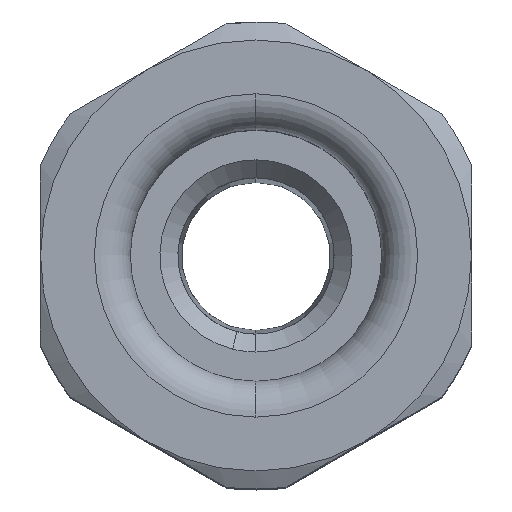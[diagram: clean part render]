
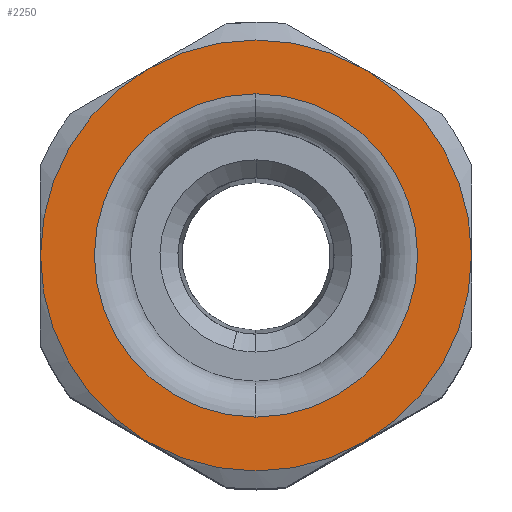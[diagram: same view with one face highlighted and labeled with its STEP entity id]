
A CAD part, top view. The second image highlights one B-rep face of the part: STEP entity #2250.
In plain terms, the highlighted planar face has unit normal (0, 0, 1).
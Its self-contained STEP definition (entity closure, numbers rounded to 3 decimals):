
#2044=AXIS2_PLACEMENT_3D('Circle Axis2P3D',#2042,#2043,$) ;
#2057=AXIS2_PLACEMENT_3D('Circle Axis2P3D',#2055,#2056,$) ;
#2080=AXIS2_PLACEMENT_3D('Circle Axis2P3D',#2078,#2079,$) ;
#2093=AXIS2_PLACEMENT_3D('Circle Axis2P3D',#2091,#2092,$) ;
#2105=AXIS2_PLACEMENT_3D('Circle Axis2P3D',#2103,#2104,$) ;
#2117=AXIS2_PLACEMENT_3D('Circle Axis2P3D',#2115,#2116,$) ;
#2130=AXIS2_PLACEMENT_3D('Circle Axis2P3D',#2128,#2129,$) ;
#2148=AXIS2_PLACEMENT_3D('Circle Axis2P3D',#2146,#2147,$) ;
#2220=AXIS2_PLACEMENT_3D('Plane Axis2P3D',#2217,#2218,#2219) ;
#2234=AXIS2_PLACEMENT_3D('Circle Axis2P3D',#2232,#2233,$) ;
#2243=AXIS2_PLACEMENT_3D('Circle Axis2P3D',#2241,#2242,$) ;
#1579=CARTESIAN_POINT('Vertex',(6.,2.608,53.75)) ;
#1637=CARTESIAN_POINT('Vertex',(18.,2.608,53.75)) ;
#1724=CARTESIAN_POINT('Vertex',(0.,13.,53.75)) ;
#1782=CARTESIAN_POINT('Vertex',(6.,23.392,53.75)) ;
#1840=CARTESIAN_POINT('Vertex',(18.,23.392,53.75)) ;
#1930=CARTESIAN_POINT('Vertex',(24.,13.,53.75)) ;
#2042=CARTESIAN_POINT('Axis2P3D Location',(12.,13.,53.75)) ;
#2055=CARTESIAN_POINT('Axis2P3D Location',(12.,13.,53.75)) ;
#2059=CARTESIAN_POINT('Vertex',(5.756,2.752,53.75)) ;
#2078=CARTESIAN_POINT('Axis2P3D Location',(12.,13.,53.75)) ;
#2091=CARTESIAN_POINT('Axis2P3D Location',(12.,13.,53.75)) ;
#2103=CARTESIAN_POINT('Axis2P3D Location',(12.,13.,53.75)) ;
#2115=CARTESIAN_POINT('Axis2P3D Location',(12.,13.,53.75)) ;
#2128=CARTESIAN_POINT('Axis2P3D Location',(12.,13.,53.75)) ;
#2132=CARTESIAN_POINT('Vertex',(18.244,23.248,53.75)) ;
#2146=CARTESIAN_POINT('Axis2P3D Location',(12.,13.,53.75)) ;
#2217=CARTESIAN_POINT('Axis2P3D Location',(12.,13.,53.75)) ;
#2232=CARTESIAN_POINT('Axis2P3D Location',(12.,13.,53.75)) ;
#2236=CARTESIAN_POINT('Vertex',(12.,22.,53.75)) ;
#2238=CARTESIAN_POINT('Vertex',(12.,4.,53.75)) ;
#2241=CARTESIAN_POINT('Axis2P3D Location',(12.,13.,53.75)) ;
#2043=DIRECTION('Axis2P3D Direction',(0.,0.,-1.)) ;
#2056=DIRECTION('Axis2P3D Direction',(0.,0.,-1.)) ;
#2079=DIRECTION('Axis2P3D Direction',(0.,0.,-1.)) ;
#2092=DIRECTION('Axis2P3D Direction',(0.,0.,-1.)) ;
#2104=DIRECTION('Axis2P3D Direction',(0.,0.,-1.)) ;
#2116=DIRECTION('Axis2P3D Direction',(0.,0.,-1.)) ;
#2129=DIRECTION('Axis2P3D Direction',(0.,0.,-1.)) ;
#2147=DIRECTION('Axis2P3D Direction',(0.,0.,-1.)) ;
#2218=DIRECTION('Axis2P3D Direction',(0.,0.,-1.)) ;
#2219=DIRECTION('Axis2P3D XDirection',(0.,1.,0.)) ;
#2233=DIRECTION('Axis2P3D Direction',(0.,0.,-1.)) ;
#2242=DIRECTION('Axis2P3D Direction',(0.,0.,-1.)) ;
#2223=ORIENTED_EDGE('',*,*,#2095,.T.) ;
#2224=ORIENTED_EDGE('',*,*,#2150,.T.) ;
#2225=ORIENTED_EDGE('',*,*,#2134,.T.) ;
#2226=ORIENTED_EDGE('',*,*,#2119,.T.) ;
#2227=ORIENTED_EDGE('',*,*,#2107,.T.) ;
#2228=ORIENTED_EDGE('',*,*,#2082,.T.) ;
#2229=ORIENTED_EDGE('',*,*,#2061,.T.) ;
#2230=ORIENTED_EDGE('',*,*,#2046,.T.) ;
#2247=ORIENTED_EDGE('',*,*,#2240,.F.) ;
#2248=ORIENTED_EDGE('',*,*,#2245,.F.) ;
#2249=FACE_BOUND('',#2246,.T.) ;
#2250=ADVANCED_FACE('A2LF_16_ENTRY BODY_1/2NPT.1\\Koerper.2',(#2231,#2249),#2221,.F.) ;
#2045=CIRCLE('generated circle',#2044,12.) ;
#2058=CIRCLE('generated circle',#2057,12.) ;
#2081=CIRCLE('generated circle',#2080,12.) ;
#2094=CIRCLE('generated circle',#2093,12.) ;
#2106=CIRCLE('generated circle',#2105,12.) ;
#2118=CIRCLE('generated circle',#2117,12.) ;
#2131=CIRCLE('generated circle',#2130,12.) ;
#2149=CIRCLE('generated circle',#2148,12.) ;
#2235=CIRCLE('generated circle',#2234,9.) ;
#2244=CIRCLE('generated circle',#2243,9.) ;
#2046=EDGE_CURVE('',#1580,#1638,#2045,.F.) ;
#2061=EDGE_CURVE('',#2060,#1580,#2058,.F.) ;
#2082=EDGE_CURVE('',#1725,#2060,#2081,.F.) ;
#2095=EDGE_CURVE('',#1638,#1931,#2094,.F.) ;
#2107=EDGE_CURVE('',#1783,#1725,#2106,.F.) ;
#2119=EDGE_CURVE('',#1841,#1783,#2118,.F.) ;
#2134=EDGE_CURVE('',#2133,#1841,#2131,.F.) ;
#2150=EDGE_CURVE('',#1931,#2133,#2149,.F.) ;
#2240=EDGE_CURVE('',#2237,#2239,#2235,.F.) ;
#2245=EDGE_CURVE('',#2239,#2237,#2244,.F.) ;
#2222=EDGE_LOOP('',(#2223,#2224,#2225,#2226,#2227,#2228,#2229,#2230)) ;
#2246=EDGE_LOOP('',(#2247,#2248)) ;
#2231=FACE_OUTER_BOUND('',#2222,.T.) ;
#2221=PLANE('',#2220) ;
#1580=VERTEX_POINT('',#1579) ;
#1638=VERTEX_POINT('',#1637) ;
#1725=VERTEX_POINT('',#1724) ;
#1783=VERTEX_POINT('',#1782) ;
#1841=VERTEX_POINT('',#1840) ;
#1931=VERTEX_POINT('',#1930) ;
#2060=VERTEX_POINT('',#2059) ;
#2133=VERTEX_POINT('',#2132) ;
#2237=VERTEX_POINT('',#2236) ;
#2239=VERTEX_POINT('',#2238) ;
